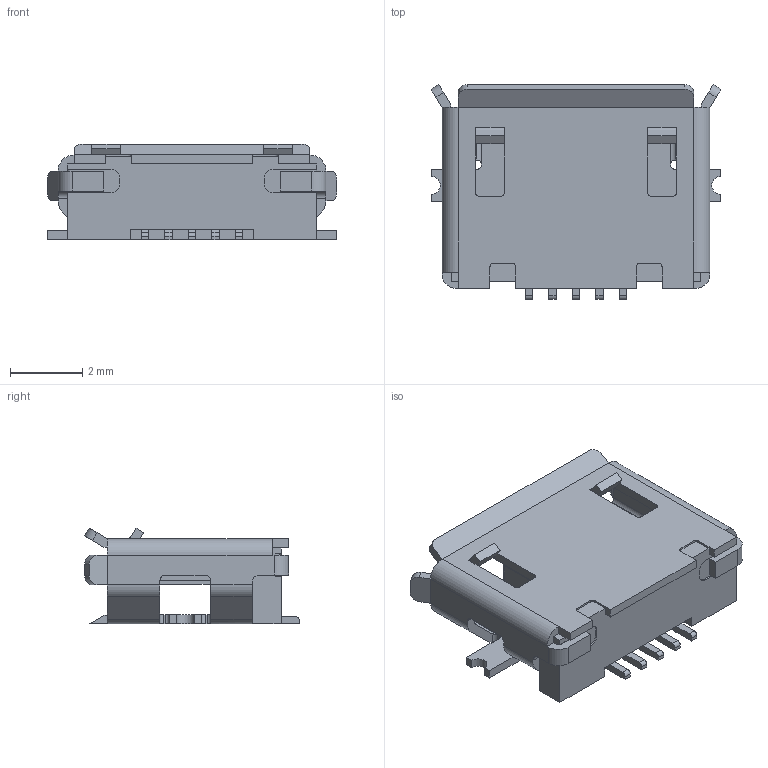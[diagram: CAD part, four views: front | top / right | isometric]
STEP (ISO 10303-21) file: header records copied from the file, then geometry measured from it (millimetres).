
FILE_DESCRIPTION(/* description */ ('STEP AP242','CAx-IF Rec.Pracs.---Representation and Presentation of Product Manufacturing Information (PMI)---4.0---2014-10-13','CAx-IF Rec.Pracs.---3D Tessellated Geometry---0.4---2014-09-14','2;1'),/* implementation_level */ '2;1');
FILE_NAME(/* name */ '657917ca7c8b120132bf29de',/* time_stamp */ '2023-12-13T02:32:42Z',/* author */ (''),/* organization */ (''),/* preprocessor_version */ 'ST-DEVELOPER v19.4',/* originating_system */ ' ',/* authorisation */ ' ');
FILE_SCHEMA (('AP242_MANAGED_MODEL_BASED_3D_ENGINEERING_MIM_LF { 1 0 10303 442 1 1 4 }'));
Length unit declared in the file: metre
Products named in the file (1): USB-B
Bounding box: 8 x 5.93 x 2.65 mm (x, y, z)
Volume: 42.6 mm3; surface area: 230.8 mm2
Topology: 1 solids, 1 shells, 354 faces, 964 edges, 616 vertices
Faces by surface type: plane 227, cylinder 127
Entity records: 13532 total; most frequent: CARTESIAN_POINT 1959, ORIENTED_EDGE 1928, DIRECTION 1885, EDGE_CURVE 964, LINE 737, VECTOR 737, VERTEX_POINT 616, AXIS2_PLACEMENT_3D 574
